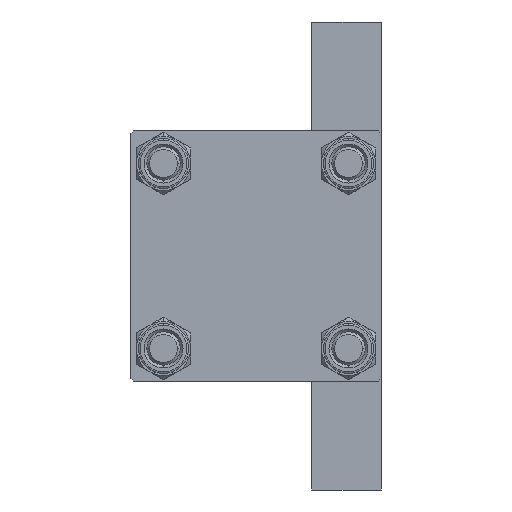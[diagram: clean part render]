
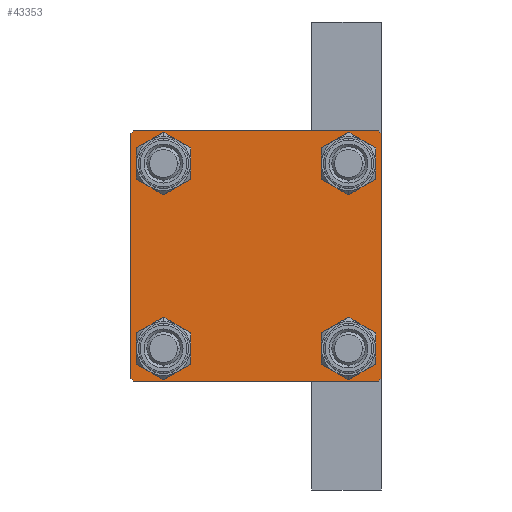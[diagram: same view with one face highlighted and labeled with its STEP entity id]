
A CAD part, left-side view. The second image highlights one B-rep face of the part: STEP entity #43353.
In plain terms, the highlighted planar face has unit normal (-1, 0, 0).
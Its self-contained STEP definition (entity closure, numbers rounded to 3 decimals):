
#532 = ORIENTED_EDGE ( 'NONE', *, *, #39624, .T. ) ;
#633 = CARTESIAN_POINT ( 'NONE',  ( 0., 16.6, 16.6 ) ) ;
#1315 = LINE ( 'NONE', #30901, #33777 ) ;
#1672 = CARTESIAN_POINT ( 'NONE',  ( 0., 16.6, 20.1 ) ) ;
#1709 = EDGE_CURVE ( 'NONE', #28689, #26533, #31656, .T. ) ;
#1963 = EDGE_LOOP ( 'NONE', ( #3970, #8483 ) ) ;
#2371 = CARTESIAN_POINT ( 'NONE',  ( 0., -22.25, -22.25 ) ) ;
#2433 = CARTESIAN_POINT ( 'NONE',  ( 0., 22.5, -22.5 ) ) ;
#3040 = CIRCLE ( 'NONE', #12424, 3.5 ) ;
#3662 = CARTESIAN_POINT ( 'NONE',  ( 0., -22.5, 22.5 ) ) ;
#3727 = ORIENTED_EDGE ( 'NONE', *, *, #23614, .T. ) ;
#3957 = VERTEX_POINT ( 'NONE', #8315 ) ;
#3970 = ORIENTED_EDGE ( 'NONE', *, *, #1709, .T. ) ;
#4295 = CARTESIAN_POINT ( 'NONE',  ( 0., 22., 22.5 ) ) ;
#4379 = CARTESIAN_POINT ( 'NONE',  ( 0., 22., -22.5 ) ) ;
#4629 = VERTEX_POINT ( 'NONE', #28395 ) ;
#4901 = DIRECTION ( 'NONE',  ( 0., 0., 1. ) ) ;
#5038 = ORIENTED_EDGE ( 'NONE', *, *, #16889, .T. ) ;
#5794 = LINE ( 'NONE', #2371, #40803 ) ;
#6322 = VECTOR ( 'NONE', #22490, 1000. ) ;
#6446 = EDGE_CURVE ( 'NONE', #17170, #12072, #20025, .T. ) ;
#6725 = VERTEX_POINT ( 'NONE', #36149 ) ;
#6874 = CARTESIAN_POINT ( 'NONE',  ( 0., -22., 22.5 ) ) ;
#7206 = CARTESIAN_POINT ( 'NONE',  ( 0., 16.6, -20.1 ) ) ;
#7659 = AXIS2_PLACEMENT_3D ( 'NONE', #34396, #33663, #37342 ) ;
#7795 = EDGE_LOOP ( 'NONE', ( #17076, #5038 ) ) ;
#8315 = CARTESIAN_POINT ( 'NONE',  ( 0., 22.5, -22. ) ) ;
#8483 = ORIENTED_EDGE ( 'NONE', *, *, #12659, .T. ) ;
#8789 = DIRECTION ( 'NONE',  ( 0., -1., 0. ) ) ;
#8885 = CARTESIAN_POINT ( 'NONE',  ( 0., -16.6, -20.1 ) ) ;
#9123 = AXIS2_PLACEMENT_3D ( 'NONE', #46001, #42089, #4901 ) ;
#9339 = CIRCLE ( 'NONE', #36671, 3.5 ) ;
#9358 = CARTESIAN_POINT ( 'NONE',  ( 0., -16.6, 13.1 ) ) ;
#9683 = DIRECTION ( 'NONE',  ( 1., 0., 0. ) ) ;
#9778 = CIRCLE ( 'NONE', #24613, 3.5 ) ;
#10581 = CARTESIAN_POINT ( 'NONE',  ( 0., 16.6, -13.1 ) ) ;
#10641 = DIRECTION ( 'NONE',  ( 0., 0., 1. ) ) ;
#11575 = FACE_OUTER_BOUND ( 'NONE', #27005, .T. ) ;
#11701 = DIRECTION ( 'NONE',  ( 1., 0., 0. ) ) ;
#12072 = VERTEX_POINT ( 'NONE', #6874 ) ;
#12093 = LINE ( 'NONE', #26529, #33303 ) ;
#12367 = VECTOR ( 'NONE', #32271, 1000. ) ;
#12424 = AXIS2_PLACEMENT_3D ( 'NONE', #633, #30469, #45159 ) ;
#12659 = EDGE_CURVE ( 'NONE', #26533, #28689, #26415, .T. ) ;
#12985 = CARTESIAN_POINT ( 'NONE',  ( 0., -22.5, 22. ) ) ;
#13029 = DIRECTION ( 'NONE',  ( 0., 0.707, 0.707 ) ) ;
#13994 = EDGE_CURVE ( 'NONE', #26021, #6725, #3040, .T. ) ;
#14056 = CARTESIAN_POINT ( 'NONE',  ( 0., -16.6, -16.6 ) ) ;
#14173 = CARTESIAN_POINT ( 'NONE',  ( 0., 22.25, -22.25 ) ) ;
#14256 = CARTESIAN_POINT ( 'NONE',  ( 0., -16.6, 20.1 ) ) ;
#14356 = VECTOR ( 'NONE', #47098, 1000. ) ;
#14599 = ORIENTED_EDGE ( 'NONE', *, *, #44477, .T. ) ;
#14659 = VERTEX_POINT ( 'NONE', #9358 ) ;
#14927 = ORIENTED_EDGE ( 'NONE', *, *, #36672, .T. ) ;
#15228 = DIRECTION ( 'NONE',  ( -1., 0., 0. ) ) ;
#15302 = ORIENTED_EDGE ( 'NONE', *, *, #22816, .F. ) ;
#15725 = FACE_BOUND ( 'NONE', #1963, .T. ) ;
#15813 = CARTESIAN_POINT ( 'NONE',  ( 0., 16.6, 16.6 ) ) ;
#16817 = AXIS2_PLACEMENT_3D ( 'NONE', #14056, #9683, #10641 ) ;
#16889 = EDGE_CURVE ( 'NONE', #27301, #39756, #34387, .T. ) ;
#17076 = ORIENTED_EDGE ( 'NONE', *, *, #33715, .T. ) ;
#17170 = VERTEX_POINT ( 'NONE', #4295 ) ;
#17595 = ORIENTED_EDGE ( 'NONE', *, *, #18820, .T. ) ;
#18082 = DIRECTION ( 'NONE',  ( 0., 0., -1. ) ) ;
#18566 = AXIS2_PLACEMENT_3D ( 'NONE', #19381, #15228, #27221 ) ;
#18574 = LINE ( 'NONE', #3662, #39170 ) ;
#18820 = EDGE_CURVE ( 'NONE', #6725, #26021, #9339, .T. ) ;
#18836 = CARTESIAN_POINT ( 'NONE',  ( 0., 16.6, -16.6 ) ) ;
#19238 = CARTESIAN_POINT ( 'NONE',  ( 0., -16.6, -13.1 ) ) ;
#19381 = CARTESIAN_POINT ( 'NONE',  ( 0., 0., 0. ) ) ;
#20025 = LINE ( 'NONE', #20497, #37143 ) ;
#20261 = VERTEX_POINT ( 'NONE', #21982 ) ;
#20497 = CARTESIAN_POINT ( 'NONE',  ( 0., 22.5, 22.5 ) ) ;
#20540 = EDGE_LOOP ( 'NONE', ( #47473, #17595 ) ) ;
#20654 = ORIENTED_EDGE ( 'NONE', *, *, #27222, .T. ) ;
#21243 = LINE ( 'NONE', #2433, #12367 ) ;
#21982 = CARTESIAN_POINT ( 'NONE',  ( 0., -22., -22.5 ) ) ;
#22490 = DIRECTION ( 'NONE',  ( 0., -0.707, -0.707 ) ) ;
#22607 = AXIS2_PLACEMENT_3D ( 'NONE', #30762, #31725, #34928 ) ;
#22812 = FACE_BOUND ( 'NONE', #20540, .T. ) ;
#22816 = EDGE_CURVE ( 'NONE', #45841, #29564, #18574, .T. ) ;
#23614 = EDGE_CURVE ( 'NONE', #3957, #45297, #44033, .T. ) ;
#24344 = ORIENTED_EDGE ( 'NONE', *, *, #25173, .T. ) ;
#24613 = AXIS2_PLACEMENT_3D ( 'NONE', #18836, #44542, #37194 ) ;
#24824 = LINE ( 'NONE', #32163, #14356 ) ;
#25173 = EDGE_CURVE ( 'NONE', #20261, #29564, #5794, .T. ) ;
#26021 = VERTEX_POINT ( 'NONE', #1672 ) ;
#26415 = CIRCLE ( 'NONE', #7659, 3.5 ) ;
#26529 = CARTESIAN_POINT ( 'NONE',  ( 0., 22.5, 22.5 ) ) ;
#26533 = VERTEX_POINT ( 'NONE', #8885 ) ;
#26626 = EDGE_CURVE ( 'NONE', #45841, #12072, #1315, .T. ) ;
#26971 = FACE_BOUND ( 'NONE', #45202, .T. ) ;
#27005 = EDGE_LOOP ( 'NONE', ( #532, #3727, #14599, #24344, #15302, #27435, #30630, #20654 ) ) ;
#27221 = DIRECTION ( 'NONE',  ( 0., 0., 1. ) ) ;
#27222 = EDGE_CURVE ( 'NONE', #17170, #4629, #24824, .T. ) ;
#27301 = VERTEX_POINT ( 'NONE', #7206 ) ;
#27435 = ORIENTED_EDGE ( 'NONE', *, *, #26626, .T. ) ;
#27870 = CIRCLE ( 'NONE', #9123, 3.5 ) ;
#28395 = CARTESIAN_POINT ( 'NONE',  ( 0., 22.5, 22. ) ) ;
#28689 = VERTEX_POINT ( 'NONE', #19238 ) ;
#28849 = CIRCLE ( 'NONE', #22607, 3.5 ) ;
#29564 = VERTEX_POINT ( 'NONE', #34670 ) ;
#29839 = ORIENTED_EDGE ( 'NONE', *, *, #48052, .T. ) ;
#30283 = CARTESIAN_POINT ( 'NONE',  ( 0., 16.6, -16.6 ) ) ;
#30469 = DIRECTION ( 'NONE',  ( 1., 0., 0. ) ) ;
#30630 = ORIENTED_EDGE ( 'NONE', *, *, #6446, .F. ) ;
#30730 = DIRECTION ( 'NONE',  ( 1., 0., 0. ) ) ;
#30762 = CARTESIAN_POINT ( 'NONE',  ( 0., -16.6, 16.6 ) ) ;
#30883 = FACE_BOUND ( 'NONE', #7795, .T. ) ;
#30901 = CARTESIAN_POINT ( 'NONE',  ( 0., -22.25, 22.25 ) ) ;
#31656 = CIRCLE ( 'NONE', #16817, 3.5 ) ;
#31725 = DIRECTION ( 'NONE',  ( 1., 0., 0. ) ) ;
#32163 = CARTESIAN_POINT ( 'NONE',  ( 0., 22.25, 22.25 ) ) ;
#32212 = DIRECTION ( 'NONE',  ( 0., -0.707, 0.707 ) ) ;
#32271 = DIRECTION ( 'NONE',  ( 0., -1., 0. ) ) ;
#33303 = VECTOR ( 'NONE', #34111, 1000. ) ;
#33663 = DIRECTION ( 'NONE',  ( 1., 0., 0. ) ) ;
#33715 = EDGE_CURVE ( 'NONE', #39756, #27301, #9778, .T. ) ;
#33777 = VECTOR ( 'NONE', #13029, 1000. ) ;
#34069 = PLANE ( 'NONE',  #18566 ) ;
#34111 = DIRECTION ( 'NONE',  ( 0., 0., -1. ) ) ;
#34387 = CIRCLE ( 'NONE', #47636, 3.5 ) ;
#34396 = CARTESIAN_POINT ( 'NONE',  ( 0., -16.6, -16.6 ) ) ;
#34670 = CARTESIAN_POINT ( 'NONE',  ( 0., -22.5, -22. ) ) ;
#34928 = DIRECTION ( 'NONE',  ( 0., 0., 1. ) ) ;
#36149 = CARTESIAN_POINT ( 'NONE',  ( 0., 16.6, 13.1 ) ) ;
#36671 = AXIS2_PLACEMENT_3D ( 'NONE', #15813, #30730, #45657 ) ;
#36672 = EDGE_CURVE ( 'NONE', #41400, #14659, #27870, .T. ) ;
#37143 = VECTOR ( 'NONE', #8789, 1000. ) ;
#37194 = DIRECTION ( 'NONE',  ( 0., 0., 1. ) ) ;
#37342 = DIRECTION ( 'NONE',  ( 0., 0., 1. ) ) ;
#39170 = VECTOR ( 'NONE', #18082, 1000. ) ;
#39624 = EDGE_CURVE ( 'NONE', #4629, #3957, #12093, .T. ) ;
#39756 = VERTEX_POINT ( 'NONE', #10581 ) ;
#40803 = VECTOR ( 'NONE', #32212, 1000. ) ;
#41400 = VERTEX_POINT ( 'NONE', #14256 ) ;
#42089 = DIRECTION ( 'NONE',  ( 1., 0., 0. ) ) ;
#43353 = ADVANCED_FACE ( 'NONE', ( #26971, #15725, #30883, #22812, #11575 ), #34069, .T. ) ;
#44033 = LINE ( 'NONE', #14173, #6322 ) ;
#44477 = EDGE_CURVE ( 'NONE', #45297, #20261, #21243, .T. ) ;
#44542 = DIRECTION ( 'NONE',  ( 1., 0., 0. ) ) ;
#45159 = DIRECTION ( 'NONE',  ( 0., 0., 1. ) ) ;
#45202 = EDGE_LOOP ( 'NONE', ( #14927, #29839 ) ) ;
#45297 = VERTEX_POINT ( 'NONE', #4379 ) ;
#45657 = DIRECTION ( 'NONE',  ( 0., 0., 1. ) ) ;
#45703 = DIRECTION ( 'NONE',  ( 0., 0., 1. ) ) ;
#45841 = VERTEX_POINT ( 'NONE', #12985 ) ;
#46001 = CARTESIAN_POINT ( 'NONE',  ( 0., -16.6, 16.6 ) ) ;
#47098 = DIRECTION ( 'NONE',  ( 0., 0.707, -0.707 ) ) ;
#47473 = ORIENTED_EDGE ( 'NONE', *, *, #13994, .T. ) ;
#47636 = AXIS2_PLACEMENT_3D ( 'NONE', #30283, #11701, #45703 ) ;
#48052 = EDGE_CURVE ( 'NONE', #14659, #41400, #28849, .T. ) ;
